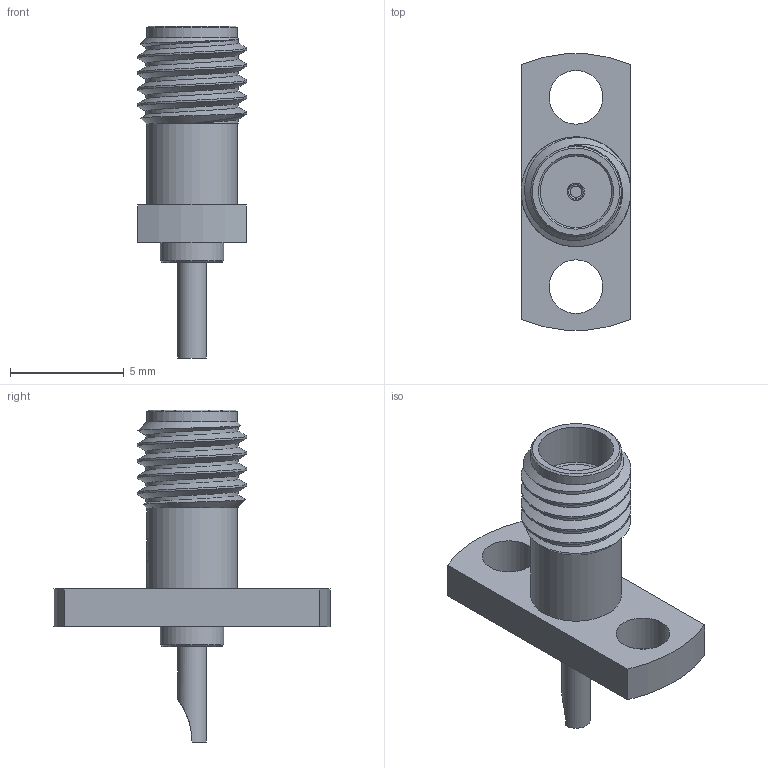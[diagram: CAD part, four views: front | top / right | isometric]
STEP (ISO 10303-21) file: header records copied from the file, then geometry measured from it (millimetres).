
FILE_DESCRIPTION (( 'STEP AP203' ), '1' );
FILE_NAME ('PE44395_3D.step', '2020-09-21T14:52:15', ( '' ), ( '' ), 'SwSTEP 2.0', 'SolidWorks 2018', '' );
FILE_SCHEMA (( 'CONFIG_CONTROL_DESIGN' ));
Length unit declared in the file: inch
Products named in the file (1): PE44395_3D
Bounding box: 4.83 x 12.15 x 14.61 mm (x, y, z)
Volume: 177.2 mm3; surface area: 357.8 mm2
Topology: 1 solids, 1 shells, 43 faces, 101 edges, 66 vertices
Faces by surface type: plane 18, cylinder 15, cone 7, bspline 3
Full cylindrical faces by diameter (mm): 0.508 x1, 0.762 x1, 0.889 x1, 1.27 x1, 2.362 x2, 2.794 x1, 3.302 x1, 3.988 x2
Entity records: 2924 total; most frequent: CARTESIAN_POINT 1959, DIRECTION 182, ORIENTED_EDGE 160, EDGE_CURVE 80, AXIS2_PLACEMENT_3D 78, EDGE_LOOP 68, VERTEX_POINT 60, FACE_OUTER_BOUND 53
